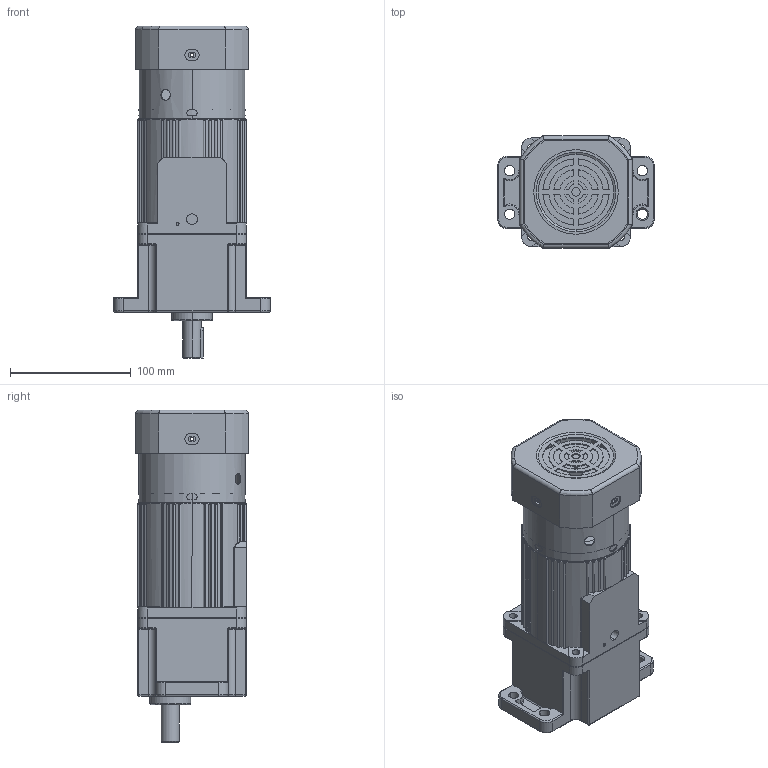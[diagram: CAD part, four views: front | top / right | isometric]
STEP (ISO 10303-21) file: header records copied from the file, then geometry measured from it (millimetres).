
FILE_DESCRIPTION (( 'STEP AP203' ), '1' );
FILE_NAME ('5IK40-60(R)-MF+5GU3-750K.STEP', '2020-01-09T05:27:24', ( 'Sky123.Org' ), ( 'Sky123.Org' ), 'SwSTEP 2.0', 'SolidWorks 2014', '' );
FILE_SCHEMA (( 'CONFIG_CONTROL_DESIGN' ));
Length unit declared in the file: millimetre
Products named in the file (6): 5GU3-750K; 5IK40-60(R)-MF+5GU3-750K; 5IK40A; 90价陬ん欶褲; 90傻瑞欶褲
Assembly tree (5 placements, depth 3):
  5IK40-60(R)-MF+5GU3-750K
    5IK40A
    90价陬ん欶褲
    90傻瑞欶褲
    5GU3-750K
      5GU3-750K
Bounding box: 130 x 93 x 275 mm (x, y, z)
Volume: 1226814.6 mm3; surface area: 182468.8 mm2
Topology: 4 solids, 4 shells, 703 faces, 1787 edges, 1107 vertices
Faces by surface type: cylinder 332, plane 205, torus 118, cone 34, sphere 8, bspline 6
Entity records: 23744 total; most frequent: CARTESIAN_POINT 5703, DIRECTION 3901, ORIENTED_EDGE 3550, EDGE_CURVE 1775, AXIS2_PLACEMENT_3D 1593, VERTEX_POINT 1107, CIRCLE 887, EDGE_LOOP 808
